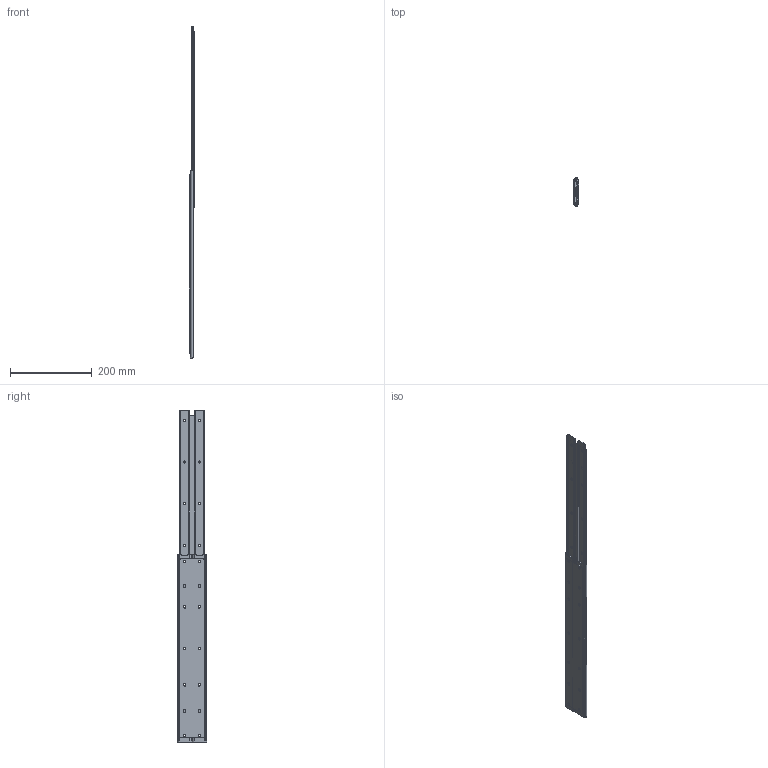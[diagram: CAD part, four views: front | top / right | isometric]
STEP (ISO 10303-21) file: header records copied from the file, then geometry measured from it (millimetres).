
FILE_DESCRIPTION (( 'STEP AP203' ), '1' );
FILE_NAME ('U61_18.STEP', '2022-04-18T08:17:48', ( '' ), ( '' ), 'SwSTEP 2.0', 'SolidWorks 2019', '' );
FILE_SCHEMA (( 'CONFIG_CONTROL_DESIGN' ));
Length unit declared in the file: millimetre
Products named in the file (5): OM U61-18; U61_18; IM-18継板  ; OM-18継板 ; IM U61-18
Assembly tree (6 placements, depth 2):
  U61_18
    OM U61-18  x2
    OM-18継板 
    IM U61-18  x2
    IM-18継板  
Bounding box: 12.5 x 71.18 x 810.85 mm (x, y, z)
Volume: 184074.6 mm3; surface area: 255688.9 mm2
Topology: 6 solids, 6 shells, 342 faces, 986 edges, 656 vertices
Faces by surface type: cylinder 194, plane 148
Entity records: 8084 total; most frequent: CARTESIAN_POINT 1459, DIRECTION 1303, ORIENTED_EDGE 1250, EDGE_CURVE 625, AXIS2_PLACEMENT_3D 484, VERTEX_POINT 416, LINE 335, VECTOR 335
